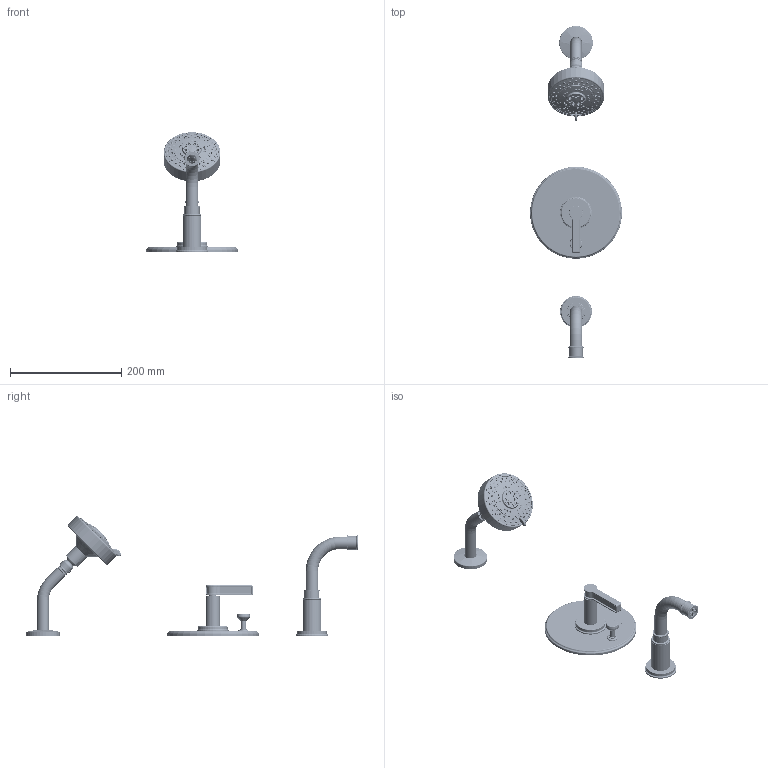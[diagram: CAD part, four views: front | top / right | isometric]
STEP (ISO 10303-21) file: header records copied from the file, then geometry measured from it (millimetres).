
FILE_DESCRIPTION((''),'2;1');
FILE_NAME('3-3272BP_ASM','2019-04-29T17:47:13',('manjunathk'),(''),'CREO PARAMETRIC BY PTC INC, 2018400','CREO PARAMETRIC BY PTC INC, 2018400','');
FILE_SCHEMA(('CONFIG_CONTROL_DESIGN'));
Length unit declared in the file: inch
Products named in the file (30): 13149_AF0; 13146; 20-421_AF0_ASM; 13148_AF0; 12882; 91330; 20-439_ASM; 3-643_AF0_ASM; 11118_AF0; 91033; 2-438_AF0_ASM; 10497_AF0; 10496_AF0; 10498; 2-217_AF0_ASM; 206_AF0; 200_AF0; 11375; 8-083; 12113; 80018; 2155_ASM; 13130; 20-433_ASM; 13131; 91371; 12888; 20-429_ASM; 3-648_ASM; 3-3272BP_ASM
Assembly tree (29 placements, depth 4):
  3-3272BP_ASM
    3-643_AF0_ASM
      20-421_AF0_ASM
        13149_AF0
        13146
      13148_AF0
      20-439_ASM
        12882
        91330
    2-438_AF0_ASM
      11118_AF0
      91033
    2-217_AF0_ASM
      10497_AF0
      10496_AF0
      10498
    206_AF0
    200_AF0
    2155_ASM
      11375
      8-083
      12113
      80018
    3-648_ASM
      20-433_ASM
        13130
      20-429_ASM
        13131
        91371
        12888
Bounding box: 165.1 x 595.63 x 214.44 mm (x, y, z)
Volume: 306704.9 mm3; surface area: 314005.3 mm2
Topology: 45 solids, 45 shells, 4832 faces, 12082 edges, 7584 vertices
Faces by surface type: cylinder 1420, plane 1275, cone 816, torus 673, bspline 612, sphere 24, revolution 12
Entity records: 254330 total; most frequent: CARTESIAN_POINT 141704, ORIENTED_EDGE 24144, DIRECTION 21972, EDGE_CURVE 12072, AXIS2_PLACEMENT_3D 8680, VERTEX_POINT 7584, EDGE_LOOP 5710, FACE_OUTER_BOUND 4832
